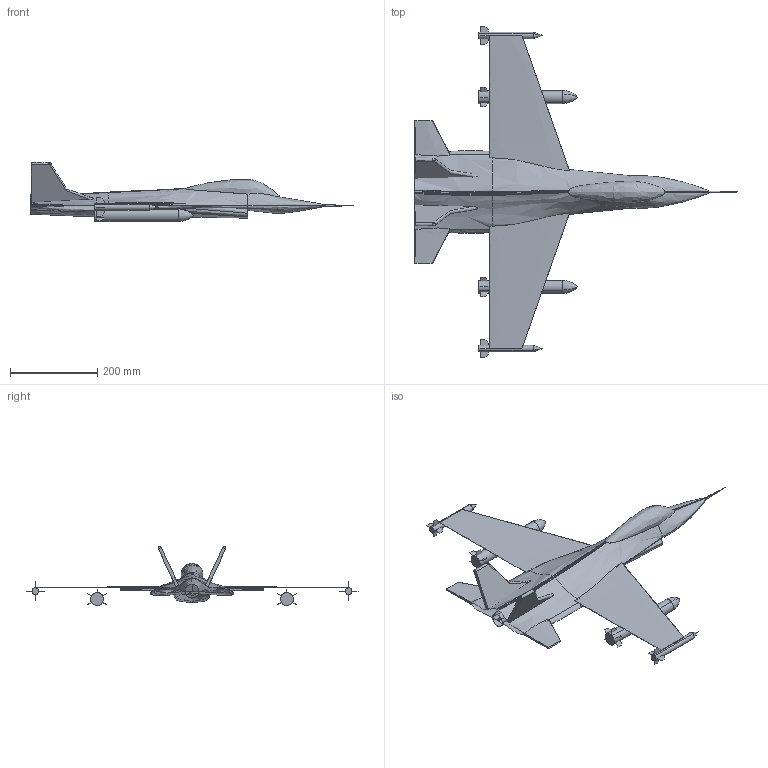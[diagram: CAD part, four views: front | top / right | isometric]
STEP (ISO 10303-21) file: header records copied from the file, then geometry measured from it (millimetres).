
FILE_DESCRIPTION(('FreeCAD Model'),'2;1');
FILE_NAME('Open CASCADE Shape Model','2025-04-27T02:08:40',('FreeCAD'),( 'FreeCAD'),'Open CASCADE STEP processor 7.6','FreeCAD','Unknown');
FILE_SCHEMA(('AUTOMOTIVE_DESIGN { 1 0 10303 214 1 1 1 1 }'));
Length unit declared in the file: millimetre
Products named in the file (1): Open CASCADE STEP translator 7.6 1
Bounding box: 738.97 x 761.06 x 135.45 mm (x, y, z)
Volume: 155.3 mm3; surface area: 540833.5 mm2
Topology: 5 solids, 43 shells, 157 faces, 458 edges, 333 vertices
Faces by surface type: bspline 157
Entity records: 18241 total; most frequent: CARTESIAN_POINT 15660, ORIENTED_EDGE 669, EDGE_CURVE 444, B_SPLINE_CURVE_WITH_KNOTS 424, VERTEX_POINT 333, ADVANCED_FACE 157, FACE_BOUND 157, EDGE_LOOP 157
